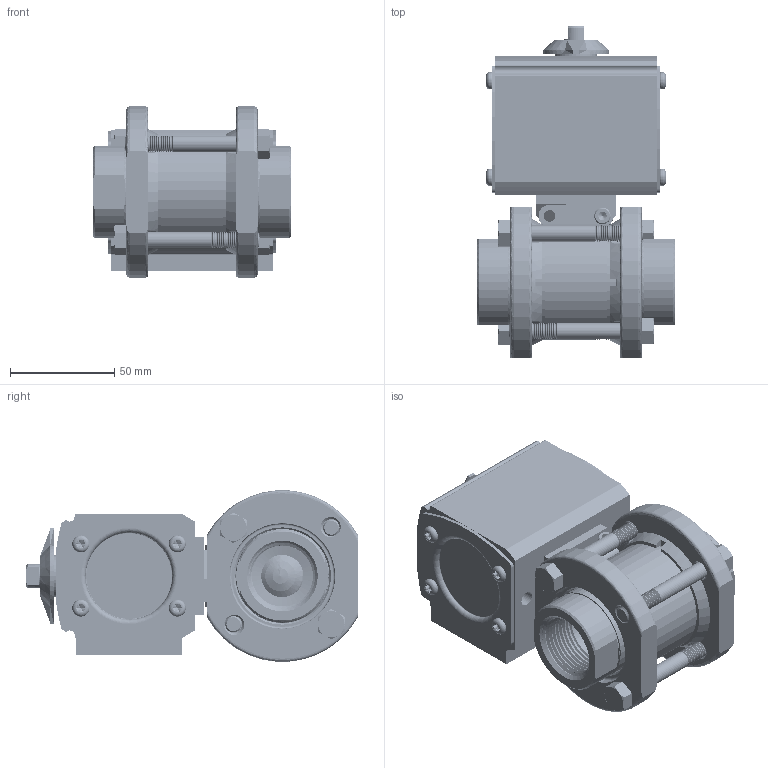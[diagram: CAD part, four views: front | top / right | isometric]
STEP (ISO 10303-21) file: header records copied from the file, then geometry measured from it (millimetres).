
FILE_DESCRIPTION (( 'STEP AP203' ), '1' );
FILE_NAME ('28XXSESA512D.step', '2018-09-05T13:21:52', ( '' ), ( '' ), 'SwSTEP 2.0', 'SolidWorks 2018', '' );
FILE_SCHEMA (( 'CONFIG_CONTROL_DESIGN' ));
Products named in the file (1): 28XXSESA512D
Bounding box: 95 x 159.47 x 82.4 mm (x, y, z)
Volume: 447363.6 mm3; surface area: 171452.9 mm2
Topology: 37 solids, 37 shells, 2988 faces, 7895 edges, 4946 vertices
Faces by surface type: cylinder 1432, cone 876, plane 480, torus 116, bspline 82, sphere 2
Entity records: 128214 total; most frequent: CARTESIAN_POINT 57216, ORIENTED_EDGE 15538, DIRECTION 14795, EDGE_CURVE 7769, AXIS2_PLACEMENT_3D 5931, VERTEX_POINT 4942, EDGE_LOOP 3175, CIRCLE 3024
